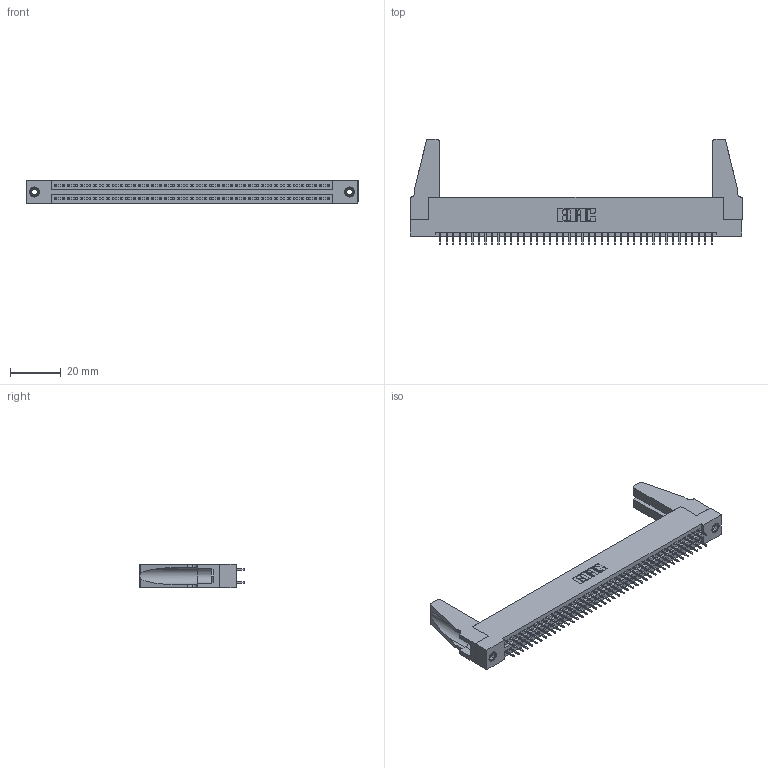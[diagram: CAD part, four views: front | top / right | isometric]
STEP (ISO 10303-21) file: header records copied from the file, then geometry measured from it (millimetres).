
FILE_DESCRIPTION (( 'STEP AP203' ), '1' );
FILE_NAME ('395-086-525-288.STEP', '2020-09-25T12:35:09', ( '' ), ( '' ), 'SwSTEP 2.0', 'SolidWorks 2020', '' );
FILE_SCHEMA (( 'CONFIG_CONTROL_DESIGN' ));
Length unit declared in the file: inch
Products named in the file (5): 395-086-525-288; 345-220-078_345-220-088; 345-292-001_345-293-125; 345-250-001_345-250-001-102; 345 Part_Flush Mounting Lugs - 0.156 Dia-TH
Assembly tree (91 placements, depth 2):
  395-086-525-288
    345 Part_Flush Mounting Lugs - 0.156 Dia-TH
    345-292-001_345-293-125  x86
    345-250-001_345-250-001-102  x2
    345-220-078_345-220-088  x2
Bounding box: 130.45 x 41.58 x 9.4 mm (x, y, z)
Volume: 15792.6 mm3; surface area: 21251.5 mm2
Topology: 91 solids, 91 shells, 4894 faces, 13813 edges, 8854 vertices
Faces by surface type: plane 3506, cylinder 1372, cone 12, torus 4
Entity records: 35826 total; most frequent: CARTESIAN_POINT 5998, ORIENTED_EDGE 5892, DIRECTION 5294, EDGE_CURVE 2946, VECTOR 2604, LINE 2604, VERTEX_POINT 1954, AXIS2_PLACEMENT_3D 1345
